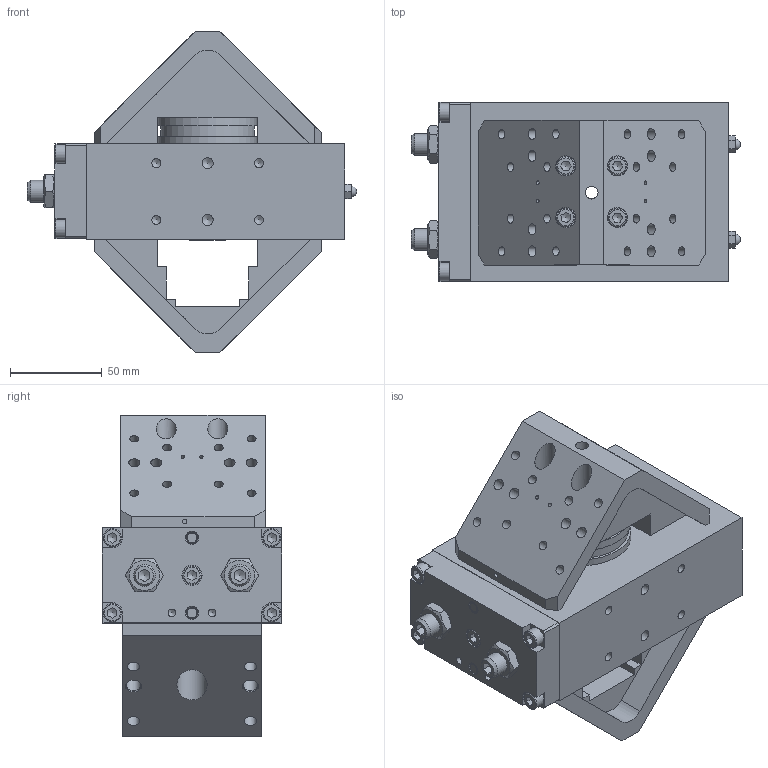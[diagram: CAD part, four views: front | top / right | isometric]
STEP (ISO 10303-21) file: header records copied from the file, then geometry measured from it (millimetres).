
FILE_DESCRIPTION(/* description */ (''),/* implementation_level */ '2;1');
FILE_NAME(/* name */ 'TC-PAO-30.stp',/* time_stamp */ '2018-01-16T10:01:16+01:00',/* author */ ('Tecnico'),/* organization */ (''),/* preprocessor_version */ 'ST-DEVELOPER v16.13',/* originating_system */ 'Autodesk Inventor 2018',/* authorisation */ '');
FILE_SCHEMA (('AUTOMOTIVE_DESIGN { 1 0 10303 214 3 1 1 }'));
Length unit declared in the file: millimetre
Products named in the file (15): TC-PAO-30; PAO-30; PAO-30-CORPO; PAO-30-TESTATA; PAO-30-ALBERO; ISO 4762  - M6 x 12; AS 1421 - M12 x 40 punta piana; ISO 4035 - M12; ISO 8734 - 6 x 28; TARGHETTA 22X52; PAO-15-SILENZIATORE; TC-PAO-30-TESTATA ROTANTE; TC-PAO-30-TESTATA FISSA; ISO 4762 - M6 x 20; ISO 4762 - M10 x 20
Assembly tree (26 placements, depth 3):
  TC-PAO-30
    PAO-30
      PAO-30-CORPO
      PAO-30-TESTATA
      PAO-30-ALBERO
      ISO 4762  - M6 x 12  x5
      AS 1421 - M12 x 40 punta piana  x2
      ISO 4035 - M12  x2
      ISO 8734 - 6 x 28  x2
      TARGHETTA 22X52
      PAO-15-SILENZIATORE  x2
    TC-PAO-30-TESTATA ROTANTE
    TC-PAO-30-TESTATA FISSA
    ISO 4762 - M6 x 20  x4
    ISO 4762 - M10 x 20  x2
Bounding box: 179.9 x 98.01 x 175.5 mm (x, y, z)
Volume: 1170463.7 mm3; surface area: 201592.3 mm2
Topology: 25 solids, 25 shells, 828 faces, 2099 edges, 1379 vertices
Faces by surface type: plane 445, cylinder 174, bspline 99, cone 86, torus 22, sphere 2
Full cylindrical faces by diameter (mm): 2 x4, 2.459 x2, 2.816 x1, 3.242 x2, 4.134 x4, 4.917 x34, 6 x29, 6.1 x2, 6.5 x9, 6.647 x4, 7 x2, 8 x6, 8.5 x2, 10 x13, 10.106 x4, 10.5 x2, 11 x5, 12 x2, 13 x1, 14 x2, 16 x2, 16.5 x2, 20 x2, 28.35 x1, 30 x1, 34 x1, 37 x2, 41.5 x2, 42 x1, 45.5 x1
Entity records: 20045 total; most frequent: CARTESIAN_POINT 4588, ORIENTED_EDGE 2926, DIRECTION 2774, EDGE_CURVE 1463, VERTEX_POINT 1069, EDGE_LOOP 1012, AXIS2_PLACEMENT_3D 943, LINE 888
